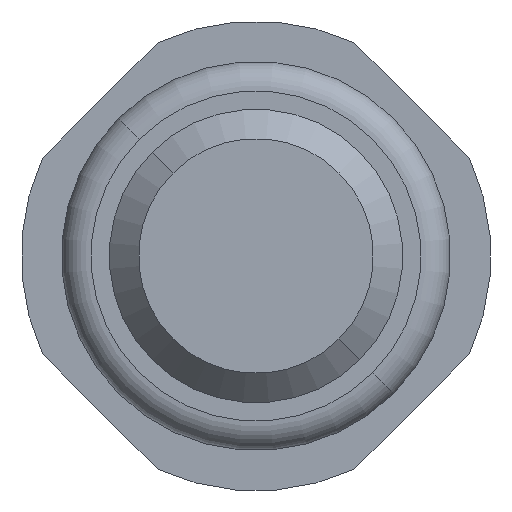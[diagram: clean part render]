
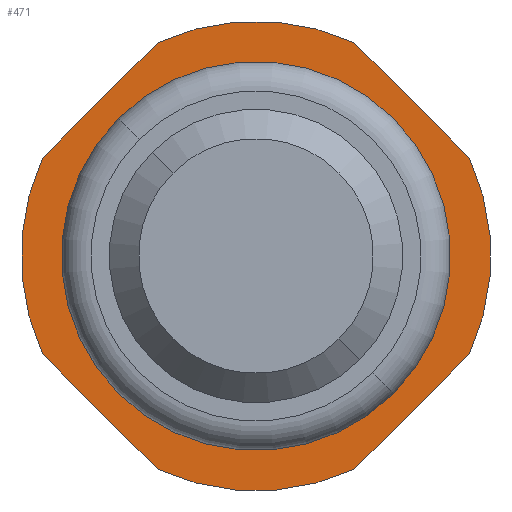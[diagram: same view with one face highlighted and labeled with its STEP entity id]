
A CAD part, front view. The second image highlights one B-rep face of the part: STEP entity #471.
In plain terms, the highlighted planar face has unit normal (0, -1, 0).
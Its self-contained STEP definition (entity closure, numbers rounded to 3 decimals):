
#3 = LINE ( 'NONE', #261, #1433 ) ;
#99 = VERTEX_POINT ( 'NONE', #3182 ) ;
#105 = CARTESIAN_POINT ( 'NONE',  ( 1.131, -2., 1.131 ) ) ;
#106 = EDGE_LOOP ( 'NONE', ( #2373, #459 ) ) ;
#181 = CIRCLE ( 'NONE', #219, 1.6 ) ;
#219 = AXIS2_PLACEMENT_3D ( 'NONE', #2675, #3867, #2310 ) ;
#261 = CARTESIAN_POINT ( 'NONE',  ( 0.071, -2., 2.192 ) ) ;
#288 = CARTESIAN_POINT ( 'NONE',  ( 1.061, -2., 1.061 ) ) ;
#364 = ORIENTED_EDGE ( 'NONE', *, *, #379, .F. ) ;
#379 = EDGE_CURVE ( 'Defeature ausgef�hrt2_6+Defeature ausgef�hrt2_8+Defeature ausgef�hrt2_13+Defeature ausgef�hrt2_14', #3816, #99, #2628, .T. ) ;
#427 = DIRECTION ( 'NONE',  ( -0.707, 0., 0.707 ) ) ;
#439 = AXIS2_PLACEMENT_3D ( 'NONE', #3426, #3454, #3776 ) ;
#441 = VERTEX_POINT ( 'NONE', #3137 ) ;
#459 = ORIENTED_EDGE ( 'NONE', *, *, #3780, .T. ) ;
#471 = ADVANCED_FACE ( 'Defeature ausgef�hrt2_8', ( #1826, #2160 ), #3206, .F. ) ;
#523 = CARTESIAN_POINT ( 'NONE',  ( -0.937, -2., 0.937 ) ) ;
#572 = CIRCLE ( 'NONE', #1535, 1.325 ) ;
#603 = DIRECTION ( 'NONE',  ( -0.707, 0., 0.707 ) ) ;
#637 = EDGE_CURVE ( 'Defeature ausgef�hrt2_12+Defeature ausgef�hrt2_8+Defeature ausgef�hrt2_4+Defeature ausgef�hrt2_7', #441, #2544, #1579, .T. ) ;
#643 = AXIS2_PLACEMENT_3D ( 'NONE', #105, #2873, #1647 ) ;
#661 = VECTOR ( 'NONE', #3237, 1000. ) ;
#714 = EDGE_CURVE ( 'Defeature ausgef�hrt2_8+Defeature ausgef�hrt2_10+Defeature ausgef�hrt2_10+Defeature ausgef�hrt2_10', #1643, #836, #572, .T. ) ;
#836 = VERTEX_POINT ( 'NONE', #934 ) ;
#898 = DIRECTION ( 'NONE',  ( 0.707, 0., -0.707 ) ) ;
#934 = CARTESIAN_POINT ( 'NONE',  ( 0.937, -2., -0.937 ) ) ;
#1076 = EDGE_LOOP ( 'NONE', ( #2093, #2306, #3930, #364, #1218, #1260, #1978, #2739 ) ) ;
#1104 = CARTESIAN_POINT ( 'NONE',  ( 2.192, -2., 0.071 ) ) ;
#1195 = CIRCLE ( 'NONE', #3340, 1.6 ) ;
#1218 = ORIENTED_EDGE ( 'NONE', *, *, #3788, .F. ) ;
#1260 = ORIENTED_EDGE ( 'NONE', *, *, #3371, .F. ) ;
#1294 = EDGE_CURVE ( 'Defeature ausgef�hrt2_4+Defeature ausgef�hrt2_8+Defeature ausgef�hrt2_15+Defeature ausgef�hrt2_12', #3057, #441, #3406, .T. ) ;
#1326 = LINE ( 'NONE', #2200, #2285 ) ;
#1342 = CARTESIAN_POINT ( 'NONE',  ( 0.667, -2., -1.454 ) ) ;
#1384 = AXIS2_PLACEMENT_3D ( 'NONE', #1897, #2861, #3167 ) ;
#1433 = VECTOR ( 'NONE', #3142, 1000. ) ;
#1490 = VERTEX_POINT ( 'NONE', #2247 ) ;
#1508 = DIRECTION ( 'NONE',  ( -0.707, 0., 0.707 ) ) ;
#1535 = AXIS2_PLACEMENT_3D ( 'NONE', #3987, #2137, #603 ) ;
#1579 = LINE ( 'NONE', #1104, #661 ) ;
#1643 = VERTEX_POINT ( 'NONE', #523 ) ;
#1647 = DIRECTION ( 'NONE',  ( -0.707, 0., 0.707 ) ) ;
#1826 = FACE_BOUND ( 'NONE', #106, .T. ) ;
#1842 = DIRECTION ( 'NONE',  ( 0., 1., 0. ) ) ;
#1897 = CARTESIAN_POINT ( 'NONE',  ( 0., -2., 0. ) ) ;
#1978 = ORIENTED_EDGE ( 'NONE', *, *, #637, .F. ) ;
#2093 = ORIENTED_EDGE ( 'NONE', *, *, #3265, .F. ) ;
#2118 = CARTESIAN_POINT ( 'NONE',  ( 0., -2., 0. ) ) ;
#2137 = DIRECTION ( 'NONE',  ( 0., 1., 0. ) ) ;
#2160 = FACE_OUTER_BOUND ( 'NONE', #1076, .T. ) ;
#2200 = CARTESIAN_POINT ( 'NONE',  ( -1.061, -2., -1.061 ) ) ;
#2208 = VERTEX_POINT ( 'NONE', #3586 ) ;
#2247 = CARTESIAN_POINT ( 'NONE',  ( -0.667, -2., -1.454 ) ) ;
#2258 = CARTESIAN_POINT ( 'NONE',  ( 1.454, -2., 0.667 ) ) ;
#2285 = VECTOR ( 'NONE', #427, 1000. ) ;
#2306 = ORIENTED_EDGE ( 'NONE', *, *, #2927, .F. ) ;
#2310 = DIRECTION ( 'NONE',  ( -0.707, 0., 0.707 ) ) ;
#2373 = ORIENTED_EDGE ( 'NONE', *, *, #714, .T. ) ;
#2544 = VERTEX_POINT ( 'NONE', #1342 ) ;
#2599 = CARTESIAN_POINT ( 'NONE',  ( -1.454, -2., -0.667 ) ) ;
#2617 = VERTEX_POINT ( 'NONE', #3126 ) ;
#2628 = CIRCLE ( 'NONE', #439, 1.6 ) ;
#2672 = LINE ( 'NONE', #288, #3357 ) ;
#2675 = CARTESIAN_POINT ( 'NONE',  ( 0., -2., 0. ) ) ;
#2739 = ORIENTED_EDGE ( 'NONE', *, *, #1294, .F. ) ;
#2861 = DIRECTION ( 'NONE',  ( 0., 1., 0. ) ) ;
#2873 = DIRECTION ( 'NONE',  ( 0., 1., 0. ) ) ;
#2927 = EDGE_CURVE ( 'Defeature ausgef�hrt2_5+Defeature ausgef�hrt2_8+Defeature ausgef�hrt2_14+Defeature ausgef�hrt2_15', #2208, #2617, #1195, .T. ) ;
#3023 = DIRECTION ( 'NONE',  ( 0., 1., 0. ) ) ;
#3039 = CARTESIAN_POINT ( 'NONE',  ( 0., -2., 0. ) ) ;
#3057 = VERTEX_POINT ( 'NONE', #2258 ) ;
#3060 = CIRCLE ( 'NONE', #1384, 1.325 ) ;
#3117 = AXIS2_PLACEMENT_3D ( 'NONE', #2118, #1842, #1508 ) ;
#3126 = CARTESIAN_POINT ( 'NONE',  ( 0.667, -2., 1.454 ) ) ;
#3137 = CARTESIAN_POINT ( 'NONE',  ( 1.454, -2., -0.667 ) ) ;
#3142 = DIRECTION ( 'NONE',  ( 0.707, 0., 0.707 ) ) ;
#3167 = DIRECTION ( 'NONE',  ( -0.707, 0., 0.707 ) ) ;
#3182 = CARTESIAN_POINT ( 'NONE',  ( -1.454, -2., 0.667 ) ) ;
#3206 = PLANE ( 'NONE',  #643 ) ;
#3237 = DIRECTION ( 'NONE',  ( -0.707, 0., -0.707 ) ) ;
#3265 = EDGE_CURVE ( 'Defeature ausgef�hrt2_15+Defeature ausgef�hrt2_8+Defeature ausgef�hrt2_5+Defeature ausgef�hrt2_4', #2617, #3057, #2672, .T. ) ;
#3323 = EDGE_CURVE ( 'Defeature ausgef�hrt2_14+Defeature ausgef�hrt2_8+Defeature ausgef�hrt2_6+Defeature ausgef�hrt2_5', #99, #2208, #3, .T. ) ;
#3340 = AXIS2_PLACEMENT_3D ( 'NONE', #3039, #3023, #3656 ) ;
#3357 = VECTOR ( 'NONE', #898, 1000. ) ;
#3371 = EDGE_CURVE ( 'Defeature ausgef�hrt2_7+Defeature ausgef�hrt2_8+Defeature ausgef�hrt2_12+Defeature ausgef�hrt2_13', #2544, #1490, #181, .T. ) ;
#3406 = CIRCLE ( 'NONE', #3117, 1.6 ) ;
#3426 = CARTESIAN_POINT ( 'NONE',  ( 0., -2., 0. ) ) ;
#3454 = DIRECTION ( 'NONE',  ( 0., 1., 0. ) ) ;
#3586 = CARTESIAN_POINT ( 'NONE',  ( -0.667, -2., 1.454 ) ) ;
#3656 = DIRECTION ( 'NONE',  ( -0.707, 0., 0.707 ) ) ;
#3776 = DIRECTION ( 'NONE',  ( -0.707, 0., 0.707 ) ) ;
#3780 = EDGE_CURVE ( 'Defeature ausgef�hrt2_8+Defeature ausgef�hrt2_10+Defeature ausgef�hrt2_10+Defeature ausgef�hrt2_10', #836, #1643, #3060, .T. ) ;
#3788 = EDGE_CURVE ( 'Defeature ausgef�hrt2_13+Defeature ausgef�hrt2_8+Defeature ausgef�hrt2_7+Defeature ausgef�hrt2_6', #1490, #3816, #1326, .T. ) ;
#3816 = VERTEX_POINT ( 'NONE', #2599 ) ;
#3867 = DIRECTION ( 'NONE',  ( 0., 1., 0. ) ) ;
#3930 = ORIENTED_EDGE ( 'NONE', *, *, #3323, .F. ) ;
#3987 = CARTESIAN_POINT ( 'NONE',  ( 0., -2., 0. ) ) ;
